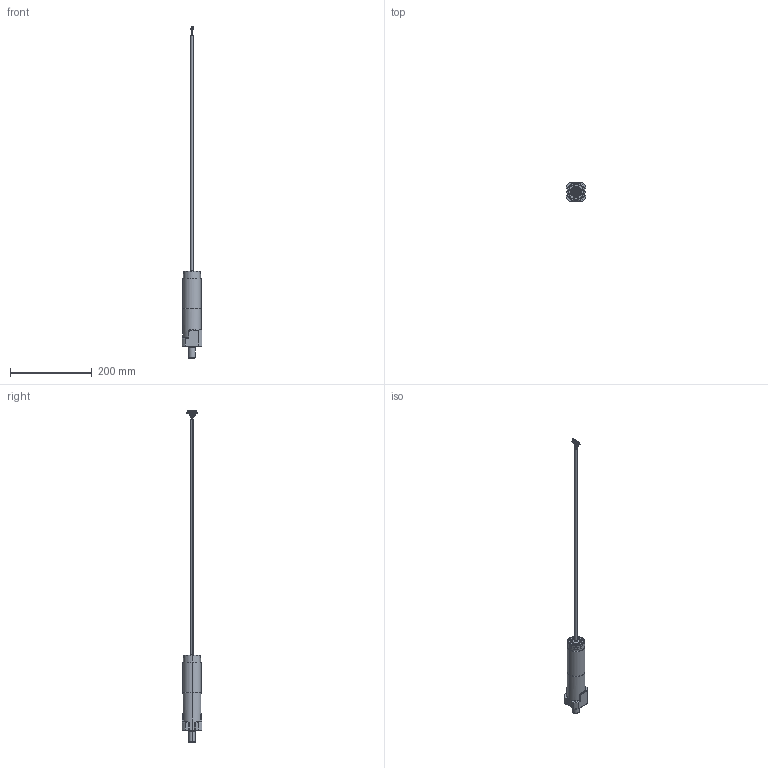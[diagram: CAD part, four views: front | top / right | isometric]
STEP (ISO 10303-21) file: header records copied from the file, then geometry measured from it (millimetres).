
FILE_DESCRIPTION (( 'STEP AP203' ), '1' );
FILE_NAME ('PGD024-SE1-AAA(2-Stage).STEP', '2023-12-14T00:30:55', ( '1125' ), ( 'HP Inc.' ), 'SwSTEP 2.0', 'SolidWorks 2021', '' );
FILE_SCHEMA (( 'CONFIG_CONTROL_DESIGN' ));
Length unit declared in the file: millimetre
Products named in the file (5): PGD用ギヤケース(ダイカスト); JSTモータ部; PGD024-SE1-AAA(2-Stage); XHP-9-600mm; PGD-3C(R4)
Assembly tree (4 placements, depth 2):
  PGD024-SE1-AAA(2-Stage)
    JSTモータ部
    XHP-9-600mm
    PGD-3C(R4)
    PGD用ギヤケース(ダイカスト)
Bounding box: 48 x 48 x 811.5 mm (x, y, z)
Volume: 321723.9 mm3; surface area: 56755.4 mm2
Topology: 6 solids, 6 shells, 892 faces, 2114 edges, 1207 vertices
Faces by surface type: cylinder 300, plane 280, torus 205, bspline 78, cone 21, sphere 8
Entity records: 28702 total; most frequent: CARTESIAN_POINT 8021, DIRECTION 4456, ORIENTED_EDGE 4112, EDGE_CURVE 2056, AXIS2_PLACEMENT_3D 1720, VERTEX_POINT 1207, LINE 1016, VECTOR 1016
